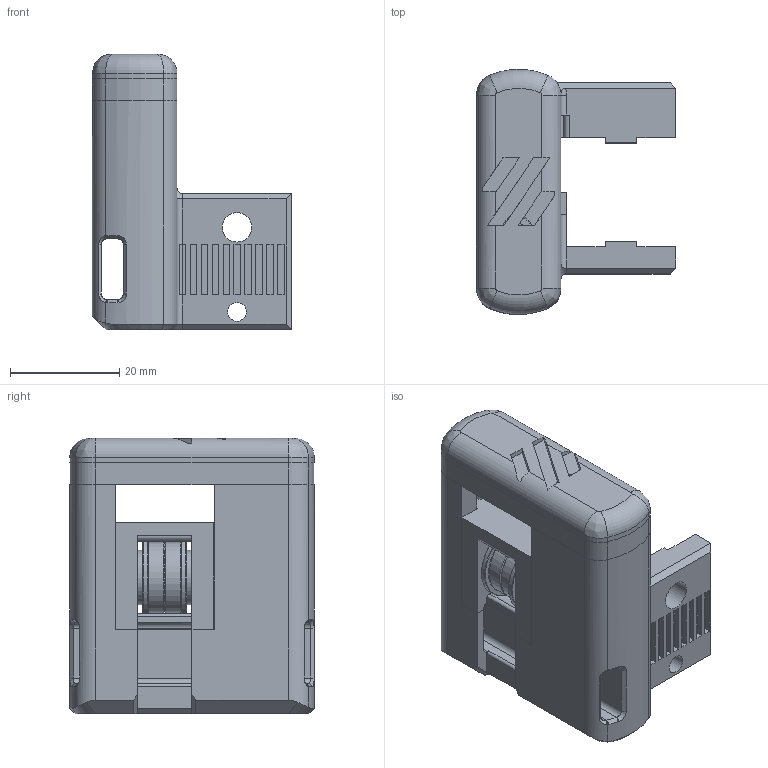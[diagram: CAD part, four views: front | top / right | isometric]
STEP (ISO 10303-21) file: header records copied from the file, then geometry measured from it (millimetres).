
FILE_DESCRIPTION(/* description */ (''),/* implementation_level */ '2;1');
FILE_NAME(/* name */ 'Assembly_Front-Idler-Right.stp',/* time_stamp */ '2021-09-02T02:16:45+02:00',/* author */ ('Rama'),/* organization */ (''),/* preprocessor_version */ 'ST-DEVELOPER v18.1',/* originating_system */ 'Autodesk Inventor 2021',/* authorisation */ '');
FILE_SCHEMA (('AUTOMOTIVE_DESIGN { 1 0 10303 214 3 1 1 }'));
Length unit declared in the file: millimetre
Products named in the file (13): Assembly_Front-Idlers; Front_Idler1; Cover1; Cover2; 5x20 Shaft; Inside-holder; 6x3 Magnet; DIN 912 - M3 x 30; DIN 125 - A 3,2; DIN 912 - M3 x 8; Idler Assembly (1); M5 1mm Spacer (1); F695 ZZ (1)
Assembly tree (17 placements, depth 3):
  Assembly_Front-Idlers
    Front_Idler1
    Cover1
    Cover2
    5x20 Shaft
    Inside-holder
    6x3 Magnet  x2
    DIN 912 - M3 x 30  x2
    DIN 125 - A 3,2  x2
    DIN 912 - M3 x 8
    Idler Assembly (1)
      M5 1mm Spacer (1)  x2
      F695 ZZ (1)  x2
Bounding box: 36.5 x 44.85 x 50.5 mm (x, y, z)
Volume: 33821.7 mm3; surface area: 20649.9 mm2
Topology: 16 solids, 16 shells, 521 faces, 1337 edges, 875 vertices
Faces by surface type: plane 326, cylinder 102, cone 39, bspline 37, torus 17
Full cylindrical faces by diameter (mm): 2.8 x1, 3 x3, 3.2 x2, 3.25 x2, 3.3 x1, 3.4 x6, 4.7 x2, 4.96 x1, 5 x4, 5.4 x4, 5.5 x5, 5.8 x2, 6 x2, 6.05 x2, 6.5 x4, 7 x2, 7.1 x2, 10 x2, 11.5 x4, 13 x2, 15 x2
Entity records: 16232 total; most frequent: CARTESIAN_POINT 4103, ORIENTED_EDGE 2446, DIRECTION 2355, EDGE_CURVE 1223, LINE 817, VECTOR 817, VERTEX_POINT 803, AXIS2_PLACEMENT_3D 769
